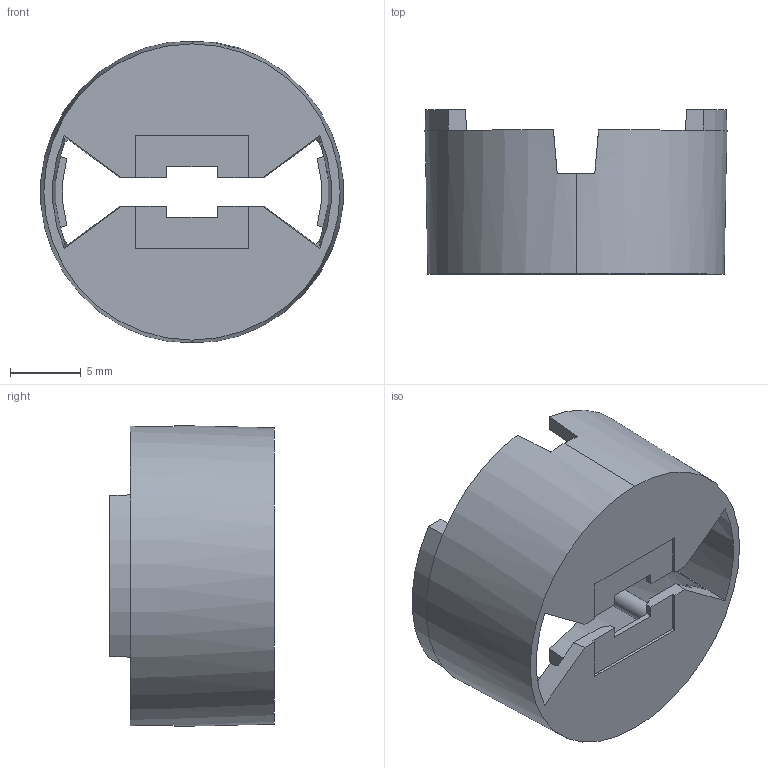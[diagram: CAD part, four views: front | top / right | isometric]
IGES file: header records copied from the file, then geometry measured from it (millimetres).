
Start section:  PTC IGES file: 10566-10568_iss1_101008.igs
Global section: file name: 10566-10568_iss1_101008.igs; native system: Pro/ENGINEER by Parametric Technology Corporation; preprocessor: 2008230; author: DenningtonA; organization: Unknown; date: 20090427.093746; units: millimetre
Bounding box: 21.41 x 11.65 x 21.33 mm (x, y, z)
Surface area: 1949.9 mm2 (no closed solid volume)
Topology: 0 solids, 0 shells, 109 faces, 592 edges, 592 vertices
Faces by surface type: bspline 65, revolution 44
